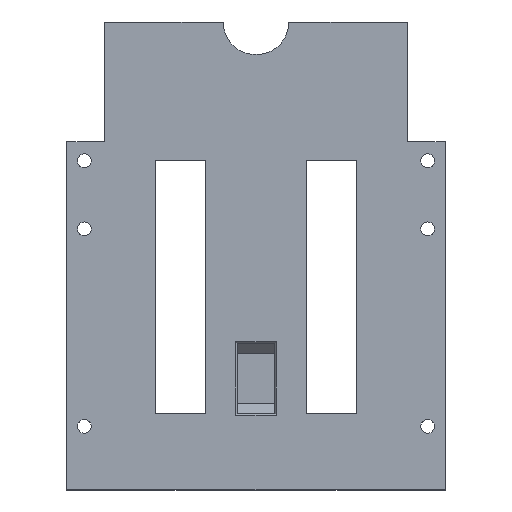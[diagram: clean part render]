
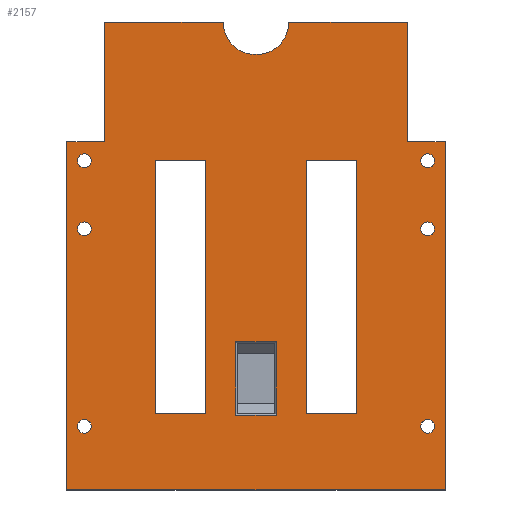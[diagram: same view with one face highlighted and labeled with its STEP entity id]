
A CAD part, top view. The second image highlights one B-rep face of the part: STEP entity #2157.
In plain terms, the highlighted planar face has unit normal (0, 0, 1).
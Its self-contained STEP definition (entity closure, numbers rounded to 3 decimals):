
#62=CIRCLE('',#2295,2.75);
#63=CIRCLE('',#2296,2.75);
#64=CIRCLE('',#2297,2.75);
#65=CIRCLE('',#2298,2.75);
#66=CIRCLE('',#2299,2.75);
#67=CIRCLE('',#2300,2.75);
#124=FACE_BOUND('',#286,.T.);
#125=FACE_BOUND('',#287,.T.);
#126=FACE_BOUND('',#288,.T.);
#127=FACE_BOUND('',#289,.T.);
#128=FACE_BOUND('',#290,.T.);
#129=FACE_BOUND('',#291,.T.);
#130=FACE_BOUND('',#292,.T.);
#131=FACE_BOUND('',#293,.T.);
#132=FACE_BOUND('',#294,.T.);
#145=ELLIPSE('',#2293,12.829,12.5);
#146=ELLIPSE('',#2294,12.829,12.5);
#164=FACE_OUTER_BOUND('',#285,.T.);
#285=EDGE_LOOP('',(#1440,#1441,#1442,#1443,#1444,#1445,#1446,#1447,#1448,
#1449,#1450));
#286=EDGE_LOOP('',(#1451,#1452,#1453,#1454));
#287=EDGE_LOOP('',(#1455,#1456,#1457,#1458));
#288=EDGE_LOOP('',(#1459,#1460,#1461,#1462));
#289=EDGE_LOOP('',(#1463));
#290=EDGE_LOOP('',(#1464));
#291=EDGE_LOOP('',(#1465));
#292=EDGE_LOOP('',(#1466));
#293=EDGE_LOOP('',(#1467));
#294=EDGE_LOOP('',(#1468));
#427=LINE('',#3136,#667);
#430=LINE('',#3143,#670);
#431=LINE('',#3145,#671);
#432=LINE('',#3147,#672);
#433=LINE('',#3149,#673);
#434=LINE('',#3151,#674);
#435=LINE('',#3153,#675);
#436=LINE('',#3155,#676);
#437=LINE('',#3157,#677);
#438=LINE('',#3162,#678);
#439=LINE('',#3164,#679);
#440=LINE('',#3166,#680);
#441=LINE('',#3167,#681);
#442=LINE('',#3170,#682);
#443=LINE('',#3172,#683);
#444=LINE('',#3174,#684);
#445=LINE('',#3175,#685);
#446=LINE('',#3178,#686);
#447=LINE('',#3180,#687);
#448=LINE('',#3182,#688);
#449=LINE('',#3183,#689);
#667=VECTOR('',#2495,10.);
#670=VECTOR('',#2500,10.);
#671=VECTOR('',#2501,10.);
#672=VECTOR('',#2502,10.);
#673=VECTOR('',#2503,10.);
#674=VECTOR('',#2504,10.);
#675=VECTOR('',#2505,10.);
#676=VECTOR('',#2506,10.);
#677=VECTOR('',#2507,10.);
#678=VECTOR('',#2512,10.);
#679=VECTOR('',#2513,10.);
#680=VECTOR('',#2514,10.);
#681=VECTOR('',#2515,10.);
#682=VECTOR('',#2516,10.);
#683=VECTOR('',#2517,10.);
#684=VECTOR('',#2518,10.);
#685=VECTOR('',#2519,10.);
#686=VECTOR('',#2520,10.);
#687=VECTOR('',#2521,10.);
#688=VECTOR('',#2522,10.);
#689=VECTOR('',#2523,10.);
#907=VERTEX_POINT('',#3133);
#908=VERTEX_POINT('',#3135);
#910=VERTEX_POINT('',#3141);
#911=VERTEX_POINT('',#3142);
#912=VERTEX_POINT('',#3144);
#913=VERTEX_POINT('',#3146);
#914=VERTEX_POINT('',#3148);
#915=VERTEX_POINT('',#3150);
#916=VERTEX_POINT('',#3152);
#917=VERTEX_POINT('',#3154);
#918=VERTEX_POINT('',#3156);
#919=VERTEX_POINT('',#3158);
#920=VERTEX_POINT('',#3160);
#921=VERTEX_POINT('',#3163);
#922=VERTEX_POINT('',#3165);
#923=VERTEX_POINT('',#3168);
#924=VERTEX_POINT('',#3169);
#925=VERTEX_POINT('',#3171);
#926=VERTEX_POINT('',#3173);
#927=VERTEX_POINT('',#3176);
#928=VERTEX_POINT('',#3177);
#929=VERTEX_POINT('',#3179);
#930=VERTEX_POINT('',#3181);
#931=VERTEX_POINT('',#3184);
#932=VERTEX_POINT('',#3186);
#933=VERTEX_POINT('',#3188);
#934=VERTEX_POINT('',#3190);
#935=VERTEX_POINT('',#3192);
#936=VERTEX_POINT('',#3194);
#1115=EDGE_CURVE('',#907,#908,#427,.T.);
#1118=EDGE_CURVE('',#910,#911,#430,.T.);
#1119=EDGE_CURVE('',#911,#912,#431,.T.);
#1120=EDGE_CURVE('',#912,#913,#432,.T.);
#1121=EDGE_CURVE('',#913,#914,#433,.T.);
#1122=EDGE_CURVE('',#914,#915,#434,.T.);
#1123=EDGE_CURVE('',#915,#916,#435,.T.);
#1124=EDGE_CURVE('',#916,#917,#436,.T.);
#1125=EDGE_CURVE('',#917,#918,#437,.F.);
#1126=EDGE_CURVE('',#919,#918,#145,.T.);
#1127=EDGE_CURVE('',#920,#919,#146,.T.);
#1128=EDGE_CURVE('',#920,#910,#438,.F.);
#1129=EDGE_CURVE('',#908,#921,#439,.T.);
#1130=EDGE_CURVE('',#922,#907,#440,.T.);
#1131=EDGE_CURVE('',#921,#922,#441,.T.);
#1132=EDGE_CURVE('',#923,#924,#442,.T.);
#1133=EDGE_CURVE('',#924,#925,#443,.T.);
#1134=EDGE_CURVE('',#925,#926,#444,.T.);
#1135=EDGE_CURVE('',#926,#923,#445,.T.);
#1136=EDGE_CURVE('',#927,#928,#446,.T.);
#1137=EDGE_CURVE('',#928,#929,#447,.T.);
#1138=EDGE_CURVE('',#929,#930,#448,.T.);
#1139=EDGE_CURVE('',#930,#927,#449,.T.);
#1140=EDGE_CURVE('',#931,#931,#62,.T.);
#1141=EDGE_CURVE('',#932,#932,#63,.T.);
#1142=EDGE_CURVE('',#933,#933,#64,.T.);
#1143=EDGE_CURVE('',#934,#934,#65,.T.);
#1144=EDGE_CURVE('',#935,#935,#66,.T.);
#1145=EDGE_CURVE('',#936,#936,#67,.T.);
#1440=ORIENTED_EDGE('',*,*,#1118,.T.);
#1441=ORIENTED_EDGE('',*,*,#1119,.T.);
#1442=ORIENTED_EDGE('',*,*,#1120,.T.);
#1443=ORIENTED_EDGE('',*,*,#1121,.T.);
#1444=ORIENTED_EDGE('',*,*,#1122,.T.);
#1445=ORIENTED_EDGE('',*,*,#1123,.T.);
#1446=ORIENTED_EDGE('',*,*,#1124,.T.);
#1447=ORIENTED_EDGE('',*,*,#1125,.T.);
#1448=ORIENTED_EDGE('',*,*,#1126,.F.);
#1449=ORIENTED_EDGE('',*,*,#1127,.F.);
#1450=ORIENTED_EDGE('',*,*,#1128,.T.);
#1451=ORIENTED_EDGE('',*,*,#1129,.F.);
#1452=ORIENTED_EDGE('',*,*,#1115,.F.);
#1453=ORIENTED_EDGE('',*,*,#1130,.F.);
#1454=ORIENTED_EDGE('',*,*,#1131,.F.);
#1455=ORIENTED_EDGE('',*,*,#1132,.T.);
#1456=ORIENTED_EDGE('',*,*,#1133,.T.);
#1457=ORIENTED_EDGE('',*,*,#1134,.T.);
#1458=ORIENTED_EDGE('',*,*,#1135,.T.);
#1459=ORIENTED_EDGE('',*,*,#1136,.T.);
#1460=ORIENTED_EDGE('',*,*,#1137,.T.);
#1461=ORIENTED_EDGE('',*,*,#1138,.T.);
#1462=ORIENTED_EDGE('',*,*,#1139,.T.);
#1463=ORIENTED_EDGE('',*,*,#1140,.T.);
#1464=ORIENTED_EDGE('',*,*,#1141,.T.);
#1465=ORIENTED_EDGE('',*,*,#1142,.T.);
#1466=ORIENTED_EDGE('',*,*,#1143,.T.);
#1467=ORIENTED_EDGE('',*,*,#1144,.T.);
#1468=ORIENTED_EDGE('',*,*,#1145,.T.);
#2081=PLANE('',#2292);
#2157=ADVANCED_FACE('',(#164,#124,#125,#126,#127,#128,#129,#130,#131,#132),
#2081,.T.);
#2292=AXIS2_PLACEMENT_3D('',#3140,#2498,#2499);
#2293=AXIS2_PLACEMENT_3D('',#3159,#2508,#2509);
#2294=AXIS2_PLACEMENT_3D('',#3161,#2510,#2511);
#2295=AXIS2_PLACEMENT_3D('',#3185,#2524,#2525);
#2296=AXIS2_PLACEMENT_3D('',#3187,#2526,#2527);
#2297=AXIS2_PLACEMENT_3D('',#3189,#2528,#2529);
#2298=AXIS2_PLACEMENT_3D('',#3191,#2530,#2531);
#2299=AXIS2_PLACEMENT_3D('',#3193,#2532,#2533);
#2300=AXIS2_PLACEMENT_3D('',#3195,#2534,#2535);
#2495=DIRECTION('',(-1.,0.,0.));
#2498=DIRECTION('center_axis',(0.,0.,1.));
#2499=DIRECTION('ref_axis',(1.,0.,0.));
#2500=DIRECTION('',(0.,-1.,0.));
#2501=DIRECTION('',(-1.,0.,0.));
#2502=DIRECTION('',(0.,-1.,0.));
#2503=DIRECTION('',(1.,0.,0.));
#2504=DIRECTION('',(0.,1.,0.));
#2505=DIRECTION('',(-1.,0.,0.));
#2506=DIRECTION('',(0.,1.,0.));
#2507=DIRECTION('',(1.,0.,0.));
#2508=DIRECTION('center_axis',(0.,0.,1.));
#2509=DIRECTION('ref_axis',(0.,-1.,0.));
#2510=DIRECTION('center_axis',(0.,0.,1.));
#2511=DIRECTION('ref_axis',(0.,-1.,0.));
#2512=DIRECTION('',(1.,0.,0.));
#2513=DIRECTION('',(0.,-1.,0.));
#2514=DIRECTION('',(0.,1.,0.));
#2515=DIRECTION('',(1.,0.,0.));
#2516=DIRECTION('',(1.,0.,0.));
#2517=DIRECTION('',(0.,-1.,0.));
#2518=DIRECTION('',(-1.,0.,0.));
#2519=DIRECTION('',(0.,1.,0.));
#2520=DIRECTION('',(0.,-1.,0.));
#2521=DIRECTION('',(-1.,0.,0.));
#2522=DIRECTION('',(0.,1.,0.));
#2523=DIRECTION('',(1.,0.,0.));
#2524=DIRECTION('center_axis',(0.,0.,-1.));
#2525=DIRECTION('ref_axis',(1.,0.,0.));
#2526=DIRECTION('center_axis',(0.,0.,-1.));
#2527=DIRECTION('ref_axis',(1.,0.,0.));
#2528=DIRECTION('center_axis',(0.,0.,-1.));
#2529=DIRECTION('ref_axis',(1.,0.,0.));
#2530=DIRECTION('center_axis',(0.,0.,-1.));
#2531=DIRECTION('ref_axis',(1.,0.,0.));
#2532=DIRECTION('center_axis',(0.,0.,-1.));
#2533=DIRECTION('ref_axis',(1.,0.,0.));
#2534=DIRECTION('center_axis',(0.,0.,-1.));
#2535=DIRECTION('ref_axis',(1.,0.,0.));
#3133=CARTESIAN_POINT('',(83.,60.7,2.));
#3135=CARTESIAN_POINT('',(67.,60.7,2.));
#3136=CARTESIAN_POINT('',(71.25,60.7,2.));
#3140=CARTESIAN_POINT('Origin',(75.,95.,2.));
#3141=CARTESIAN_POINT('',(15.,187.5,2.));
#3142=CARTESIAN_POINT('',(15.,140.,2.));
#3143=CARTESIAN_POINT('',(15.,117.5,2.));
#3144=CARTESIAN_POINT('',(0.,140.,2.));
#3145=CARTESIAN_POINT('',(37.5,140.,2.));
#3146=CARTESIAN_POINT('',(0.,2.,2.));
#3147=CARTESIAN_POINT('',(0.,150.,2.));
#3148=CARTESIAN_POINT('',(150.,2.,2.));
#3149=CARTESIAN_POINT('',(37.5,2.,2.));
#3150=CARTESIAN_POINT('',(150.,140.,2.));
#3151=CARTESIAN_POINT('',(150.,0.,2.));
#3152=CARTESIAN_POINT('',(135.,140.,2.));
#3153=CARTESIAN_POINT('',(105.,140.,2.));
#3154=CARTESIAN_POINT('',(135.,187.5,2.));
#3155=CARTESIAN_POINT('',(135.,141.25,2.));
#3156=CARTESIAN_POINT('',(88.,187.5,2.));
#3157=CARTESIAN_POINT('',(112.5,187.5,2.));
#3158=CARTESIAN_POINT('',(75.,174.667,2.));
#3159=CARTESIAN_POINT('Origin',(75.5,187.485,2.));
#3160=CARTESIAN_POINT('',(62.,187.5,2.));
#3161=CARTESIAN_POINT('Origin',(74.5,187.485,2.));
#3162=CARTESIAN_POINT('',(112.5,187.5,2.));
#3163=CARTESIAN_POINT('',(67.,31.7,2.));
#3164=CARTESIAN_POINT('',(67.,63.6,2.));
#3165=CARTESIAN_POINT('',(83.,31.7,2.));
#3166=CARTESIAN_POINT('',(83.,76.1,2.));
#3167=CARTESIAN_POINT('',(78.75,31.7,2.));
#3168=CARTESIAN_POINT('',(95.,132.5,2.));
#3169=CARTESIAN_POINT('',(115.,132.5,2.));
#3170=CARTESIAN_POINT('',(35.,132.5,2.));
#3171=CARTESIAN_POINT('',(115.,32.2,2.));
#3172=CARTESIAN_POINT('',(115.,32.2,2.));
#3173=CARTESIAN_POINT('',(95.,32.2,2.));
#3174=CARTESIAN_POINT('',(35.,32.2,2.));
#3175=CARTESIAN_POINT('',(95.,23.2,2.));
#3176=CARTESIAN_POINT('',(55.,132.5,2.));
#3177=CARTESIAN_POINT('',(55.,32.2,2.));
#3178=CARTESIAN_POINT('',(55.,190.,2.));
#3179=CARTESIAN_POINT('',(35.,32.2,2.));
#3180=CARTESIAN_POINT('',(35.,32.2,2.));
#3181=CARTESIAN_POINT('',(35.,132.5,2.));
#3182=CARTESIAN_POINT('',(35.,132.5,2.));
#3183=CARTESIAN_POINT('',(35.,132.5,2.));
#3184=CARTESIAN_POINT('',(140.25,27.2,2.));
#3185=CARTESIAN_POINT('Origin',(143.,27.2,2.));
#3186=CARTESIAN_POINT('',(4.25,132.5,2.));
#3187=CARTESIAN_POINT('Origin',(7.,132.5,2.));
#3188=CARTESIAN_POINT('',(140.25,105.5,2.));
#3189=CARTESIAN_POINT('Origin',(143.,105.5,2.));
#3190=CARTESIAN_POINT('',(4.25,27.2,2.));
#3191=CARTESIAN_POINT('Origin',(7.,27.2,2.));
#3192=CARTESIAN_POINT('',(4.25,105.5,2.));
#3193=CARTESIAN_POINT('Origin',(7.,105.5,2.));
#3194=CARTESIAN_POINT('',(140.25,132.5,2.));
#3195=CARTESIAN_POINT('Origin',(143.,132.5,2.));
